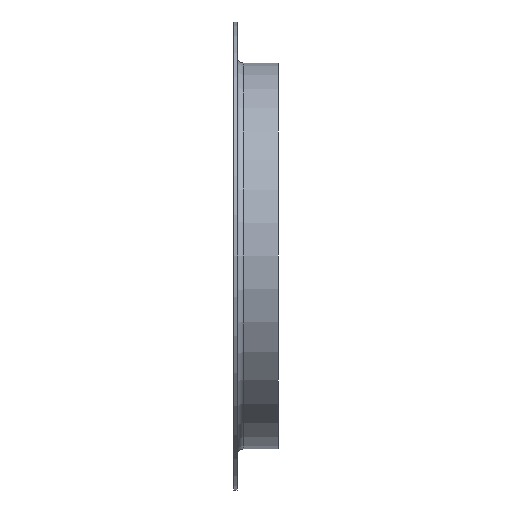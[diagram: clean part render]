
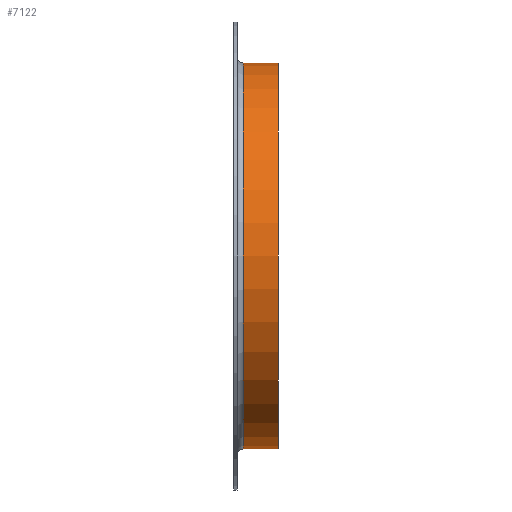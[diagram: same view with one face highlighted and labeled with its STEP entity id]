
A CAD part, front view. The second image highlights one B-rep face of the part: STEP entity #7122.
In plain terms, the highlighted cylindrical face has radius 152.5 mm (diameter 305 mm), a full revolution.
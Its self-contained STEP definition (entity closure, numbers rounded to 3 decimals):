
#220 = DIRECTION ( 'NONE',  ( -1., 0., 0. ) ) ;
#301 = CARTESIAN_POINT ( 'NONE',  ( 35., 0., 0. ) ) ;
#910 = ORIENTED_EDGE ( 'NONE', *, *, #9388, .F. ) ;
#2026 = DIRECTION ( 'NONE',  ( 0., 0., 1. ) ) ;
#2270 = DIRECTION ( 'NONE',  ( -1., 0., 0. ) ) ;
#2785 = CARTESIAN_POINT ( 'NONE',  ( 7.5, 0., 152.5 ) ) ;
#3119 = AXIS2_PLACEMENT_3D ( 'NONE', #301, #220, #13869 ) ;
#4585 = CYLINDRICAL_SURFACE ( 'NONE', #5601, 152.5 ) ;
#4956 = DIRECTION ( 'NONE',  ( 0., 0., 1. ) ) ;
#5601 = AXIS2_PLACEMENT_3D ( 'NONE', #8255, #14354, #4956 ) ;
#7119 = FACE_OUTER_BOUND ( 'NONE', #8847, .T. ) ;
#7122 = ADVANCED_FACE ( 'NONE', ( #11933, #7119 ), #4585, .T. ) ;
#7289 = CIRCLE ( 'NONE', #3119, 152.5 ) ;
#7759 = VERTEX_POINT ( 'NONE', #2785 ) ;
#8255 = CARTESIAN_POINT ( 'NONE',  ( 0., 0., 0. ) ) ;
#8847 = EDGE_LOOP ( 'NONE', ( #14341 ) ) ;
#9388 = EDGE_CURVE ( 'NONE', #7759, #7759, #11456, .T. ) ;
#11353 = EDGE_CURVE ( 'NONE', #13865, #13865, #7289, .T. ) ;
#11456 = CIRCLE ( 'NONE', #11715, 152.5 ) ;
#11523 = CARTESIAN_POINT ( 'NONE',  ( 35., 0., 152.5 ) ) ;
#11715 = AXIS2_PLACEMENT_3D ( 'NONE', #15610, #2270, #2026 ) ;
#11933 = FACE_OUTER_BOUND ( 'NONE', #15536, .T. ) ;
#13865 = VERTEX_POINT ( 'NONE', #11523 ) ;
#13869 = DIRECTION ( 'NONE',  ( 0., 0., 1. ) ) ;
#14341 = ORIENTED_EDGE ( 'NONE', *, *, #11353, .T. ) ;
#14354 = DIRECTION ( 'NONE',  ( -1., 0., 0. ) ) ;
#15536 = EDGE_LOOP ( 'NONE', ( #910 ) ) ;
#15610 = CARTESIAN_POINT ( 'NONE',  ( 7.5, 0., 0. ) ) ;
